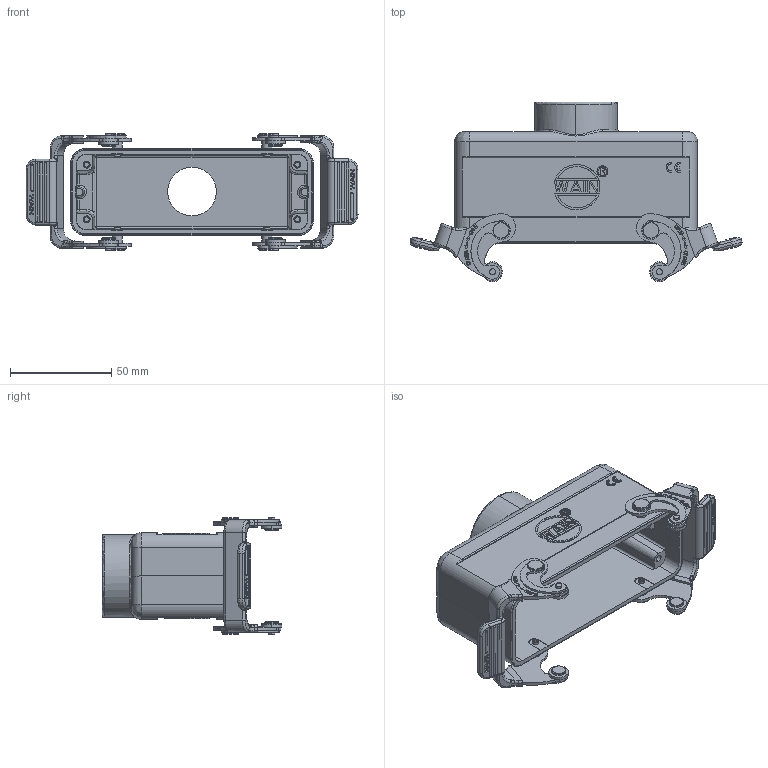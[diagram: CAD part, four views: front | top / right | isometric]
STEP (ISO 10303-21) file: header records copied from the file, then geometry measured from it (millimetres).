
FILE_DESCRIPTION(/* description */ (''),/* implementation_level */ '2;1');
FILE_NAME(/* name */ '3D_1240244411011_HV24B-TE-2L_SC-PG21_V1.1.stp',/* time_stamp */ '2024-01-17T14:17:56+08:00',/* author */ (''),/* organization */ (''),/* preprocessor_version */ 'ST-DEVELOPER v18.1',/* originating_system */ 'SIEMENS PLM Software NX 1980',/* authorisation */ '');
FILE_SCHEMA (('AUTOMOTIVE_DESIGN { 1 0 10303 214 3 1 1 1 }'));
Products named in the file (1): 14593C30272Bdx4d
Bounding box: 163.9 x 88.63 x 57.5 mm (x, y, z)
Volume: 93714.9 mm3; surface area: 67865.6 mm2
Topology: 10 solids, 17 shells, 1804 faces, 4749 edges, 3072 vertices
Faces by surface type: plane 886, cylinder 557, torus 100, extrusion 86, cone 67, bspline 53, sphere 53, revolution 2
Full cylindrical faces by diameter (mm): 24 x1, 26.9 x1
Entity records: 61156 total; most frequent: CARTESIAN_POINT 18828, ORIENTED_EDGE 9286, DIRECTION 7719, EDGE_CURVE 4655, VERTEX_POINT 3043, VECTOR 2637, LINE 2551, AXIS2_PLACEMENT_3D 2540
